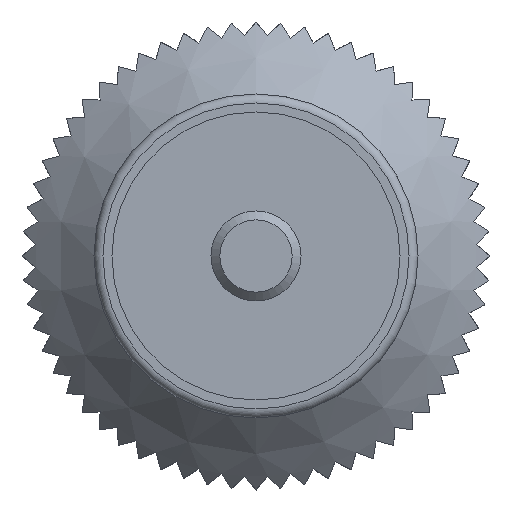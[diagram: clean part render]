
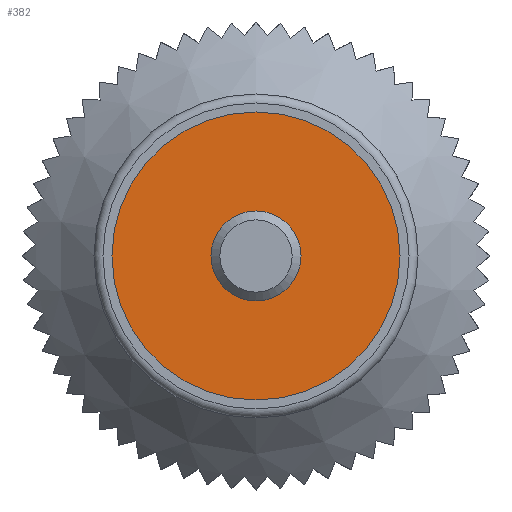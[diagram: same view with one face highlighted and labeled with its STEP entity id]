
A CAD part, front view. The second image highlights one B-rep face of the part: STEP entity #382.
In plain terms, the highlighted planar face has unit normal (0, -1, 0).
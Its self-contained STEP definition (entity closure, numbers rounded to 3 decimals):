
#382 = ADVANCED_FACE( '', ( #887, #888 ), #889, .F. );
#887 = FACE_BOUND( '', #1516, .T. );
#888 = FACE_OUTER_BOUND( '', #1517, .T. );
#889 = PLANE( '', #1518 );
#1516 = EDGE_LOOP( '', ( #2692 ) );
#1517 = EDGE_LOOP( '', ( #2693 ) );
#1518 = AXIS2_PLACEMENT_3D( '', #2694, #2695, #2696 );
#2692 = ORIENTED_EDGE( '', *, *, #4280, .F. );
#2693 = ORIENTED_EDGE( '', *, *, #3986, .T. );
#2694 = CARTESIAN_POINT( '', ( 8., 0., 0. ) );
#2695 = DIRECTION( '', ( 0., 1., 0. ) );
#2696 = DIRECTION( '', ( 0., 0., 1. ) );
#3986 = EDGE_CURVE( '', #4847, #4847, #4848, .T. );
#4280 = EDGE_CURVE( '', #5350, #5350, #5351, .F. );
#4847 = VERTEX_POINT( '', #6197 );
#4848 = CIRCLE( '', #6198, 8. );
#5350 = VERTEX_POINT( '', #7701 );
#5351 = CIRCLE( '', #7702, 2.5 );
#6197 = CARTESIAN_POINT( '', ( 0., 0., -8. ) );
#6198 = AXIS2_PLACEMENT_3D( '', #8776, #8777, #8778 );
#7701 = CARTESIAN_POINT( '', ( 0., 0., 2.5 ) );
#7702 = AXIS2_PLACEMENT_3D( '', #9045, #9046, #9047 );
#8776 = CARTESIAN_POINT( '', ( 0., 0., 0. ) );
#8777 = DIRECTION( '', ( 0., -1., 0. ) );
#8778 = DIRECTION( '', ( 0., 0., -1. ) );
#9045 = CARTESIAN_POINT( '', ( 0., 0., 0. ) );
#9046 = DIRECTION( '', ( 0., 1., 0. ) );
#9047 = DIRECTION( '', ( 0., 0., 1. ) );
